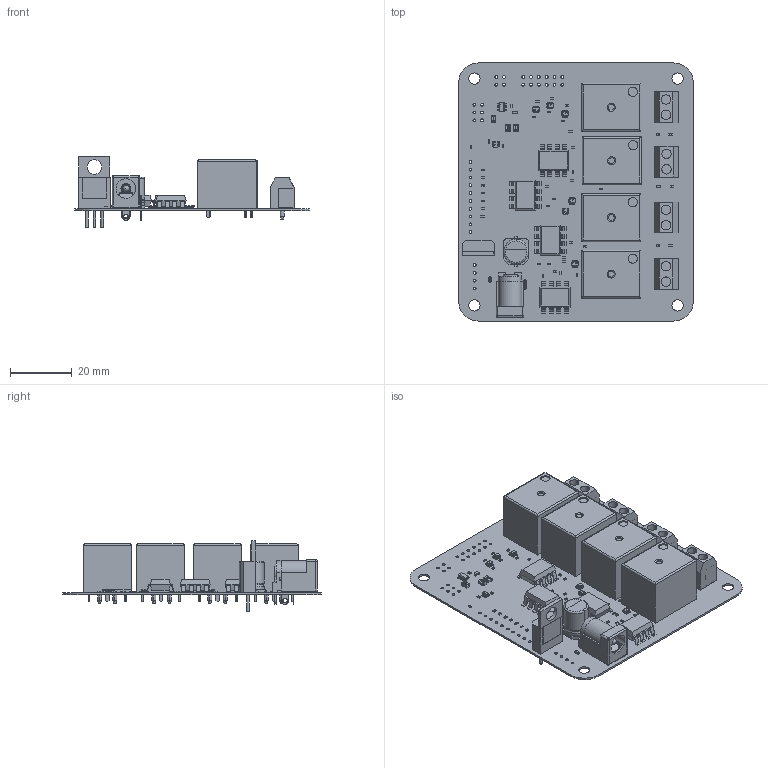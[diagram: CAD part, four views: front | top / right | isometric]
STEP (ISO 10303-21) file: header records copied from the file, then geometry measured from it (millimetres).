
FILE_DESCRIPTION(('Open CASCADE Model'),'2;1');
FILE_NAME('Open CASCADE Shape Model','2023-12-04T04:11:15',('Author'),( 'Open CASCADE'),'Open CASCADE STEP processor 7.5','Open CASCADE 7.5' ,'Unknown');
FILE_SCHEMA(('AUTOMOTIVE_DESIGN { 1 0 10303 214 1 1 1 1 }'));
Length unit declared in the file: millimetre
Products named in the file (105): PCB; Board; Open CASCADE STEP translator 7.5 1.1.1; D6; SC-79; Open CASCADE STEP translator 7.5 1.2.1.1; Open CASCADE STEP translator 7.5 1.2.1.2; C10; 8 SIZE CODE F; •W�€SIZE CODE F-001; •W�€SIZE CODE F-002; •W�€SIZE CODE F-003; OP2; SOP-8-2.54mm; D2; SOT-363; Open CASCADE STEP translator 7.5 1.5.1.1; Open CASCADE STEP translator 7.5 1.5.1.2; U2; 6051759120; R17; R0402; R15; R13; R18; R20; R22; R25; R26; R27; R28; R19; R24; R16; R23; R14; R21; Q6; Q5; Q4 ...
Assembly tree (160 placements, depth 4):
  PCB
    Board
      Open CASCADE STEP translator 7.5 1.1.1
    D6
      SC-79
        Open CASCADE STEP translator 7.5 1.2.1.1
        Open CASCADE STEP translator 7.5 1.2.1.2
    C10
      8 SIZE CODE F
        •W�€SIZE CODE F-001
        •W�€SIZE CODE F-002
        •W�€SIZE CODE F-003  x2
    OP2
      SOP-8-2.54mm
    D2
      SOT-363
        Open CASCADE STEP translator 7.5 1.5.1.1
        Open CASCADE STEP translator 7.5 1.5.1.2
    U2
      6051759120
    R17
      R0402
    R15
      R0402
    R13
      R0402
    R18
      R0402
    R20
      R0402
    R22
      R0402
    R25
      R0402
    R26
      R0402
    R27
      R0402
    R28
      R0402
    R19
      R0402
    R24
      R0402
    R16
      R0402
    R23
      R0402
    R14
      R0402
    R21
      R0402
    Q6
      SOT-363
        Open CASCADE STEP translator 7.5 1.5.1.1
        Open CASCADE STEP translator 7.5 1.5.1.2
    Q5
      SOT-363
        Open CASCADE STEP translator 7.5 1.5.1.1
        Open CASCADE STEP translator 7.5 1.5.1.2
Bounding box: 76.2 x 83.82 x 22.99 mm (x, y, z)
Volume: 27126.6 mm3; surface area: 27346.4 mm2
Topology: 141 solids, 155 shells, 4641 faces, 11639 edges, 7213 vertices
Faces by surface type: plane 3224, cylinder 769, bspline 434, sphere 108, torus 45, revolution 45, cone 16
Full cylindrical faces by diameter (mm): 0.085 x1, 0.6 x8, 0.889 x3, 0.9 x36, 1.144 x3, 1.3 x20, 1.5 x11, 1.8 x1, 2 x9, 3 x4, 3.2 x2, 3.682 x4, 6.4 x1
Entity records: 46806 total; most frequent: CARTESIAN_POINT 8954, ORIENTED_EDGE 6354, DIRECTION 6263, EDGE_CURVE 3178, AXIS2_PLACEMENT_3D 2154, VERTEX_POINT 2016, LINE 1942, VECTOR 1942
